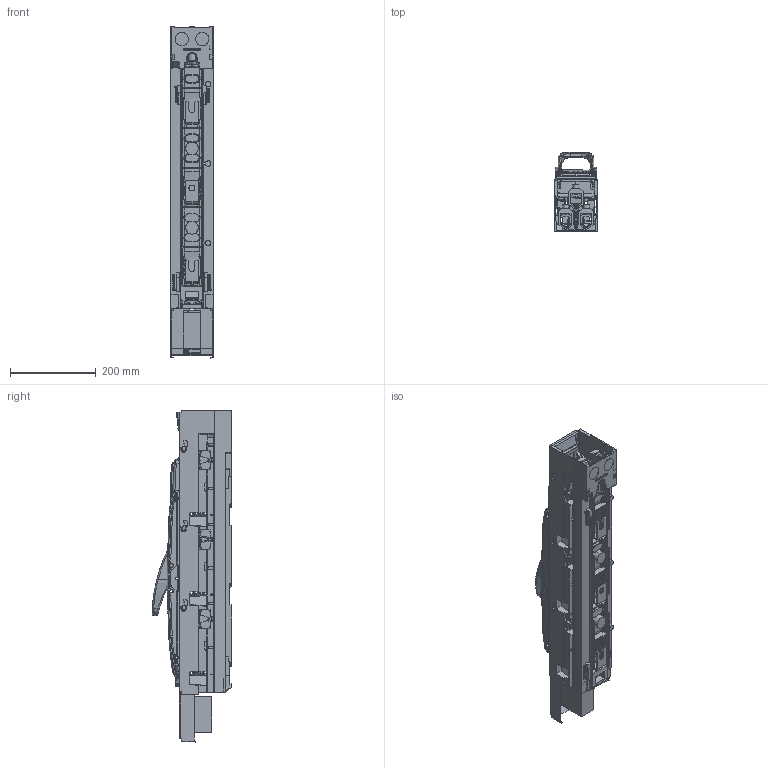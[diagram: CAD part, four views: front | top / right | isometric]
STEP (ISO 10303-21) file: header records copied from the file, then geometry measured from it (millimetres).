
FILE_DESCRIPTION((''),'2;1');
FILE_NAME('ZHBM2-3P-M12-EFM','2022-08-11T12:53:31',('XYS'),(''),'CREO PARAMETRIC BY PTC INC, 2016390','CREO PARAMETRIC BY PTC INC, 2016390','');
FILE_SCHEMA(('CONFIG_CONTROL_DESIGN'));
Products named in the file (1): ZHBM2-3P-M12-EFM
Bounding box: 99.18 x 185.85 x 772.94 mm (x, y, z)
Surface area: 617582.7 mm2 (no closed solid volume)
Topology: 0 solids, 89 shells, 2382 faces, 11066 edges, 8532 vertices
Faces by surface type: plane 1262, cylinder 536, bspline 373, torus 84, cone 57, extrusion 44, sphere 26
Entity records: 137654 total; most frequent: CARTESIAN_POINT 58707, ORIENTED_EDGE 16411, DIRECTION 12531, EDGE_CURVE 11034, VERTEX_POINT 8532, VECTOR 6465, LINE 6421, B_SPLINE_CURVE_WITH_KNOTS 3589
